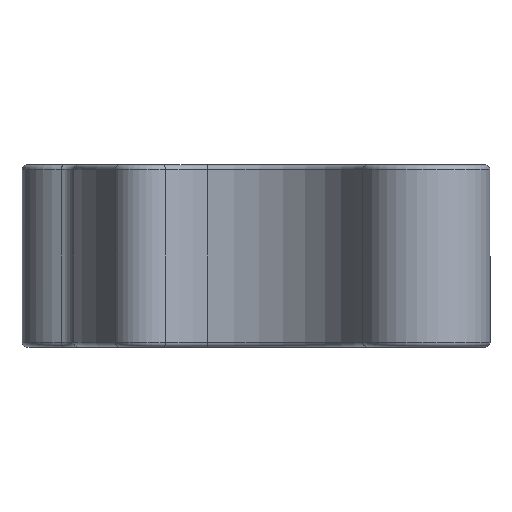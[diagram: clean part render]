
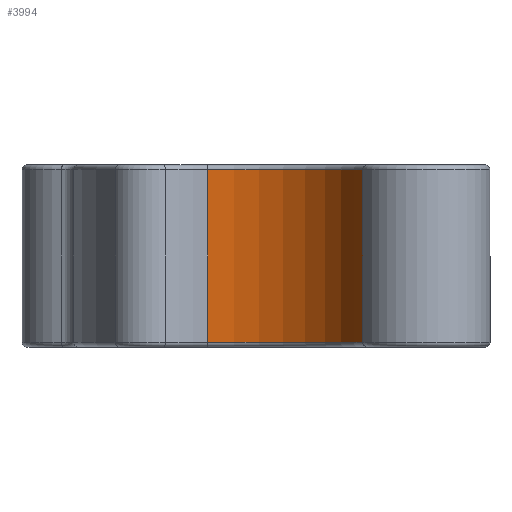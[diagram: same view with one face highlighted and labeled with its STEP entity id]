
A CAD part, front view. The second image highlights one B-rep face of the part: STEP entity #3994.
In plain terms, the highlighted cylindrical face has radius 7.923 mm (diameter 15.846 mm), a partial arc.
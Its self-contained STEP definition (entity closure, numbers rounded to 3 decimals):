
#392=FACE_OUTER_BOUND('',#676,.T.);
#676=EDGE_LOOP('',(#3166,#3167,#3168,#3169));
#918=LINE('',#7413,#1080);
#919=LINE('',#7415,#1081);
#1080=VECTOR('',#5655,10.);
#1081=VECTOR('',#5658,10.);
#1389=CIRCLE('',#4504,7.923);
#1401=CIRCLE('',#4522,7.923);
#1784=VERTEX_POINT('',#7319);
#1785=VERTEX_POINT('',#7323);
#1791=VERTEX_POINT('',#7345);
#1792=VERTEX_POINT('',#7349);
#2258=EDGE_CURVE('',#1785,#1784,#1389,.T.);
#2271=EDGE_CURVE('',#1791,#1792,#1401,.T.);
#2282=EDGE_CURVE('',#1785,#1792,#918,.T.);
#2283=EDGE_CURVE('',#1791,#1784,#919,.T.);
#3166=ORIENTED_EDGE('',*,*,#2258,.T.);
#3167=ORIENTED_EDGE('',*,*,#2283,.F.);
#3168=ORIENTED_EDGE('',*,*,#2271,.T.);
#3169=ORIENTED_EDGE('',*,*,#2282,.F.);
#3814=CYLINDRICAL_SURFACE('',#4531,7.923);
#3994=ADVANCED_FACE('',(#392),#3814,.F.);
#4504=AXIS2_PLACEMENT_3D('',#7325,#5597,#5598);
#4522=AXIS2_PLACEMENT_3D('',#7351,#5634,#5635);
#4531=AXIS2_PLACEMENT_3D('',#7414,#5656,#5657);
#5597=DIRECTION('center_axis',(0.,0.,1.));
#5598=DIRECTION('ref_axis',(0.607,0.795,0.));
#5634=DIRECTION('center_axis',(0.,0.,-1.));
#5635=DIRECTION('ref_axis',(0.607,0.795,0.));
#5655=DIRECTION('',(0.,0.,-1.));
#5656=DIRECTION('center_axis',(0.,0.,1.));
#5657=DIRECTION('ref_axis',(0.,1.,0.));
#5658=DIRECTION('',(0.,0.,1.));
#7319=CARTESIAN_POINT('',(-17.132,5.,6.15));
#7323=CARTESIAN_POINT('',(-9.488,-0.841,6.15));
#7325=CARTESIAN_POINT('Origin',(-17.132,-2.923,6.15));
#7345=CARTESIAN_POINT('',(-17.132,5.,-2.35));
#7349=CARTESIAN_POINT('',(-9.488,-0.841,-2.35));
#7351=CARTESIAN_POINT('Origin',(-17.132,-2.923,-2.35));
#7413=CARTESIAN_POINT('',(-9.488,-0.841,6.4));
#7414=CARTESIAN_POINT('Origin',(-17.132,-2.923,6.4));
#7415=CARTESIAN_POINT('',(-17.132,5.,6.4));
